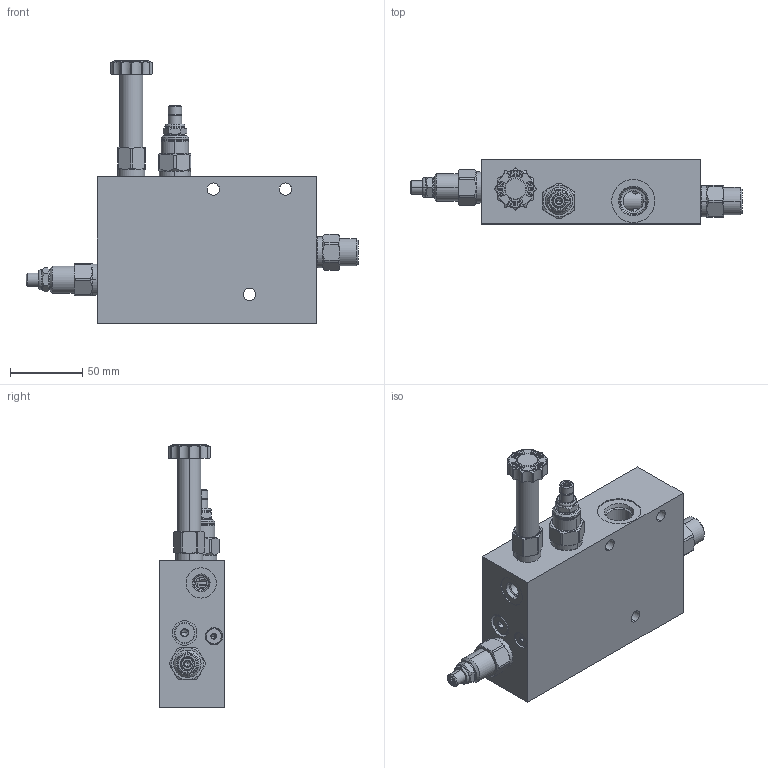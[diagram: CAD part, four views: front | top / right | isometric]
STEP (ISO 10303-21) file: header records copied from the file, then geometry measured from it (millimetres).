
FILE_DESCRIPTION((''),'2;1');
FILE_NAME('XPDSLFNNJ_ASM','2020-10-30T',('ProEService'),(''),'PRO/ENGINEER BY PARAMETRIC TECHNOLOGY CORPORATION, 2014200','PRO/ENGINEER BY PARAMETRIC TECHNOLOGY CORPORATION, 2014200','');
FILE_SCHEMA(('CONFIG_CONTROL_DESIGN'));
Length unit declared in the file: inch
Products named in the file (10): 150-082-002; A330-006-008; NFCDLFN; A330-006-004; 280-038-031; A330-006-002; LHDAXFN; RBACLAN; DMBFXNN; XPDSLFNNJ_ASM
Assembly tree (9 placements, depth 2):
  XPDSLFNNJ_ASM
    150-082-002
    A330-006-008
    NFCDLFN
    A330-006-004
    280-038-031
    A330-006-002
    LHDAXFN
    RBACLAN
    DMBFXNN
Bounding box: 230.3 x 44.45 x 182.12 mm (x, y, z)
Volume: 677650.2 mm3; surface area: 126081 mm2
Topology: 16 solids, 21 shells, 1628 faces, 4170 edges, 2875 vertices
Faces by surface type: cylinder 622, plane 420, cone 333, torus 213, revolution 40
Entity records: 57613 total; most frequent: CARTESIAN_POINT 17736, DIRECTION 8731, ORIENTED_EDGE 7510, EDGE_CURVE 3755, AXIS2_PLACEMENT_3D 3420, VERTEX_POINT 2305, EDGE_LOOP 1866, VECTOR 1851
